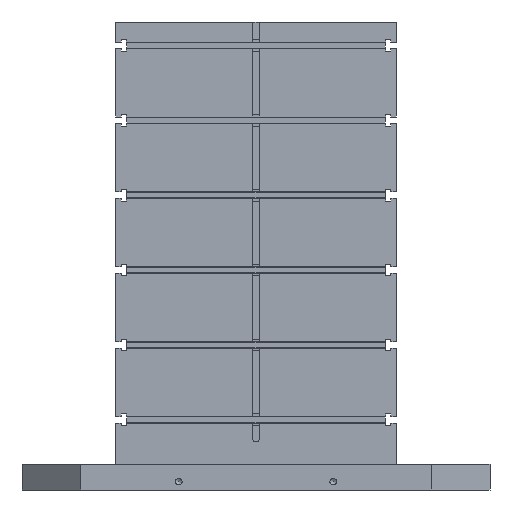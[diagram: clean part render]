
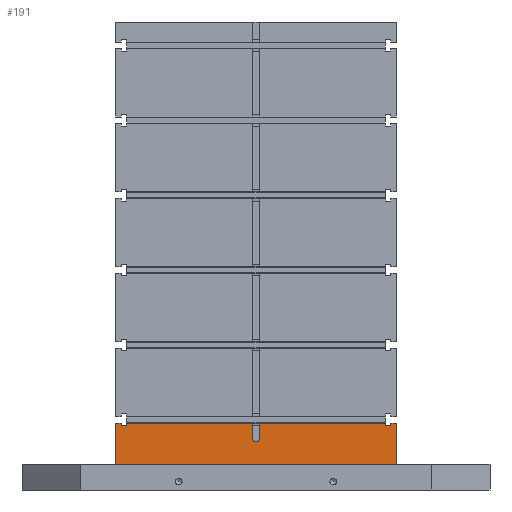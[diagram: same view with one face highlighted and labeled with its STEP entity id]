
A CAD part, front view. The second image highlights one B-rep face of the part: STEP entity #191.
In plain terms, the highlighted planar face has unit normal (0, -1, 0).
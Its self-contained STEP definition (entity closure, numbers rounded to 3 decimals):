
#191 = ADVANCED_FACE( '', ( #1586 ), #1587, .F. );
#1586 = FACE_OUTER_BOUND( '', #4213, .T. );
#1587 = PLANE( '', #4214 );
#4213 = EDGE_LOOP( '', ( #7576, #7577, #7578, #7579, #7580, #7581, #7582, #7583, #7584, #7585, #7586, #7587, #7588, #7589, #7590, #7591 ) );
#4214 = AXIS2_PLACEMENT_3D( '', #7592, #7593, #7594 );
#7576 = ORIENTED_EDGE( '', *, *, #17373, .F. );
#7577 = ORIENTED_EDGE( '', *, *, #17374, .F. );
#7578 = ORIENTED_EDGE( '', *, *, #17375, .T. );
#7579 = ORIENTED_EDGE( '', *, *, #17376, .T. );
#7580 = ORIENTED_EDGE( '', *, *, #17377, .T. );
#7581 = ORIENTED_EDGE( '', *, *, #17378, .T. );
#7582 = ORIENTED_EDGE( '', *, *, #17379, .T. );
#7583 = ORIENTED_EDGE( '', *, *, #17380, .T. );
#7584 = ORIENTED_EDGE( '', *, *, #17381, .F. );
#7585 = ORIENTED_EDGE( '', *, *, #17337, .F. );
#7586 = ORIENTED_EDGE( '', *, *, #17382, .T. );
#7587 = ORIENTED_EDGE( '', *, *, #17383, .F. );
#7588 = ORIENTED_EDGE( '', *, *, #17384, .F. );
#7589 = ORIENTED_EDGE( '', *, *, #17385, .F. );
#7590 = ORIENTED_EDGE( '', *, *, #17386, .T. );
#7591 = ORIENTED_EDGE( '', *, *, #17387, .F. );
#7592 = CARTESIAN_POINT( '', ( -300., -300., 1000. ) );
#7593 = DIRECTION( '', ( 0., 1., 0. ) );
#7594 = DIRECTION( '', ( 0., 0., 1. ) );
#17337 = EDGE_CURVE( '', #20946, #20948, #20949, .T. );
#17373 = EDGE_CURVE( '', #21018, #21019, #21020, .T. );
#17374 = EDGE_CURVE( '', #21021, #21018, #21022, .T. );
#17375 = EDGE_CURVE( '', #21021, #21023, #21024, .T. );
#17376 = EDGE_CURVE( '', #21023, #21025, #21026, .T. );
#17377 = EDGE_CURVE( '', #21025, #21027, #21028, .T. );
#17378 = EDGE_CURVE( '', #21027, #21029, #21030, .T. );
#17379 = EDGE_CURVE( '', #21029, #21031, #21032, .T. );
#17380 = EDGE_CURVE( '', #21031, #21033, #21034, .T. );
#17381 = EDGE_CURVE( '', #20948, #21033, #21035, .T. );
#17382 = EDGE_CURVE( '', #20946, #21036, #21037, .T. );
#17383 = EDGE_CURVE( '', #21038, #21036, #21039, .T. );
#17384 = EDGE_CURVE( '', #21040, #21038, #21041, .T. );
#17385 = EDGE_CURVE( '', #21042, #21040, #21043, .T. );
#17386 = EDGE_CURVE( '', #21042, #21044, #21045, .T. );
#17387 = EDGE_CURVE( '', #21019, #21044, #21046, .T. );
#20946 = VERTEX_POINT( '', #27497 );
#20948 = VERTEX_POINT( '', #27500 );
#20949 = LINE( '', #27501, #27502 );
#21018 = VERTEX_POINT( '', #27605 );
#21019 = VERTEX_POINT( '', #27606 );
#21020 = CIRCLE( '', #27607, 7. );
#21021 = VERTEX_POINT( '', #27608 );
#21022 = LINE( '', #27609, #27610 );
#21023 = VERTEX_POINT( '', #27611 );
#21024 = LINE( '', #27612, #27613 );
#21025 = VERTEX_POINT( '', #27614 );
#21026 = LINE( '', #27615, #27616 );
#21027 = VERTEX_POINT( '', #27617 );
#21028 = LINE( '', #27618, #27619 );
#21029 = VERTEX_POINT( '', #27620 );
#21030 = LINE( '', #27621, #27622 );
#21031 = VERTEX_POINT( '', #27623 );
#21032 = LINE( '', #27624, #27625 );
#21033 = VERTEX_POINT( '', #27626 );
#21034 = LINE( '', #27627, #27628 );
#21035 = LINE( '', #27629, #27630 );
#21036 = VERTEX_POINT( '', #27631 );
#21037 = LINE( '', #27632, #27633 );
#21038 = VERTEX_POINT( '', #27634 );
#21039 = LINE( '', #27635, #27636 );
#21040 = VERTEX_POINT( '', #27637 );
#21041 = LINE( '', #27638, #27639 );
#21042 = VERTEX_POINT( '', #27640 );
#21043 = LINE( '', #27641, #27642 );
#21044 = VERTEX_POINT( '', #27643 );
#21045 = LINE( '', #27644, #27645 );
#21046 = LINE( '', #27646, #27647 );
#27497 = CARTESIAN_POINT( '', ( 300., -300., 143. ) );
#27500 = CARTESIAN_POINT( '', ( 300., -300., 55. ) );
#27501 = CARTESIAN_POINT( '', ( 300., -300., 1000. ) );
#27502 = VECTOR( '', #36229, 1000. );
#27605 = CARTESIAN_POINT( '', ( -7., -300., 110. ) );
#27606 = CARTESIAN_POINT( '', ( 7., -300., 110. ) );
#27607 = AXIS2_PLACEMENT_3D( '', #36267, #36268, #36269 );
#27608 = CARTESIAN_POINT( '', ( -7., -300., 143. ) );
#27609 = CARTESIAN_POINT( '', ( -7., -300., 1000. ) );
#27610 = VECTOR( '', #36270, 1000. );
#27611 = CARTESIAN_POINT( '', ( -277., -300., 143. ) );
#27612 = CARTESIAN_POINT( '', ( 300., -300., 143. ) );
#27613 = VECTOR( '', #36271, 1000. );
#27614 = CARTESIAN_POINT( '', ( -277., -300., 137.5 ) );
#27615 = CARTESIAN_POINT( '', ( -277., -300., 143. ) );
#27616 = VECTOR( '', #36272, 1000. );
#27617 = CARTESIAN_POINT( '', ( -288., -300., 137.5 ) );
#27618 = CARTESIAN_POINT( '', ( -277., -300., 137.5 ) );
#27619 = VECTOR( '', #36273, 1000. );
#27620 = CARTESIAN_POINT( '', ( -288., -300., 143. ) );
#27621 = CARTESIAN_POINT( '', ( -288., -300., 137.5 ) );
#27622 = VECTOR( '', #36274, 1000. );
#27623 = CARTESIAN_POINT( '', ( -300., -300., 143. ) );
#27624 = CARTESIAN_POINT( '', ( 300., -300., 143. ) );
#27625 = VECTOR( '', #36275, 1000. );
#27626 = CARTESIAN_POINT( '', ( -300., -300., 55. ) );
#27627 = CARTESIAN_POINT( '', ( -300., -300., 1000. ) );
#27628 = VECTOR( '', #36276, 1000. );
#27629 = CARTESIAN_POINT( '', ( -500., -300., 55. ) );
#27630 = VECTOR( '', #36277, 1000. );
#27631 = CARTESIAN_POINT( '', ( 288., -300., 143. ) );
#27632 = CARTESIAN_POINT( '', ( 300., -300., 143. ) );
#27633 = VECTOR( '', #36278, 1000. );
#27634 = CARTESIAN_POINT( '', ( 288., -300., 137.5 ) );
#27635 = CARTESIAN_POINT( '', ( 288., -300., 137.5 ) );
#27636 = VECTOR( '', #36279, 1000. );
#27637 = CARTESIAN_POINT( '', ( 277., -300., 137.5 ) );
#27638 = CARTESIAN_POINT( '', ( 277., -300., 137.5 ) );
#27639 = VECTOR( '', #36280, 1000. );
#27640 = CARTESIAN_POINT( '', ( 277., -300., 143. ) );
#27641 = CARTESIAN_POINT( '', ( 277., -300., 143. ) );
#27642 = VECTOR( '', #36281, 1000. );
#27643 = CARTESIAN_POINT( '', ( 7., -300., 143. ) );
#27644 = CARTESIAN_POINT( '', ( 300., -300., 143. ) );
#27645 = VECTOR( '', #36282, 1000. );
#27646 = CARTESIAN_POINT( '', ( 7., -300., 1000. ) );
#27647 = VECTOR( '', #36283, 1000. );
#36229 = DIRECTION( '', ( 0., 0., -1. ) );
#36267 = CARTESIAN_POINT( '', ( 0., -300., 110. ) );
#36268 = DIRECTION( '', ( 0., -1., 0. ) );
#36269 = DIRECTION( '', ( -1., 0., 0. ) );
#36270 = DIRECTION( '', ( 0., 0., -1. ) );
#36271 = DIRECTION( '', ( -1., 0., 0. ) );
#36272 = DIRECTION( '', ( 0., 0., -1. ) );
#36273 = DIRECTION( '', ( -1., 0., 0. ) );
#36274 = DIRECTION( '', ( 0., 0., 1. ) );
#36275 = DIRECTION( '', ( -1., 0., 0. ) );
#36276 = DIRECTION( '', ( 0., 0., -1. ) );
#36277 = DIRECTION( '', ( -1., 0., 0. ) );
#36278 = DIRECTION( '', ( -1., 0., 0. ) );
#36279 = DIRECTION( '', ( 0., 0., 1. ) );
#36280 = DIRECTION( '', ( 1., 0., 0. ) );
#36281 = DIRECTION( '', ( 0., 0., -1. ) );
#36282 = DIRECTION( '', ( -1., 0., 0. ) );
#36283 = DIRECTION( '', ( 0., 0., 1. ) );
